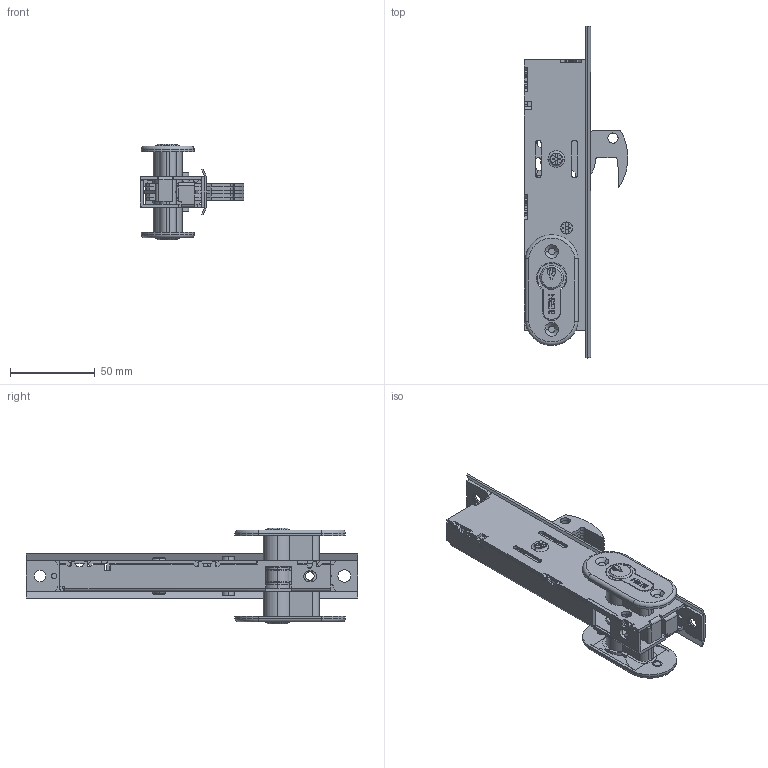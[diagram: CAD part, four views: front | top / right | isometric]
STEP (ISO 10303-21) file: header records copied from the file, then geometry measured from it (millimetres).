
FILE_DESCRIPTION (( 'STEP AP203' ), '1' );
FILE_NAME ('05SN01.STEP', '2022-08-03T12:15:27', ( '' ), ( '' ), 'SwSTEP 2.0', 'SolidWorks 2020', '' );
FILE_SCHEMA (( 'CONFIG_CONTROL_DESIGN' ));
Length unit declared in the file: millimetre
Products named in the file (12): 05SN01 Part7; 05SN01; 05SN01 Part8; 05SN01 Part9; 05SN01 Part2_Default<As Machined>; 05SN01 Part5; 05SN01 Part11; 05SN01 Part4; 05SN01 Part6; 05SN01 Part3; 05SN01 Part12; 05SN01 Part13
Assembly tree (16 placements, depth 2):
  05SN01
    05SN01 Part2_Default<As Machined>
    05SN01 Part3
    05SN01 Part4
    05SN01 Part8
    05SN01 Part9
    05SN01 Part11  x2
    05SN01 Part7
    05SN01 Part12
    05SN01 Part6  x4
    05SN01 Part5
    05SN01 Part13  x2
Bounding box: 61.19 x 195.95 x 56.55 mm (x, y, z)
Volume: 74919.4 mm3; surface area: 83000.7 mm2
Topology: 19 solids, 19 shells, 1038 faces, 2877 edges, 1894 vertices
Faces by surface type: plane 594, cylinder 376, cone 32, bspline 28, torus 8
Full cylindrical faces by diameter (mm): 28.094 x4
Entity records: 31243 total; most frequent: CARTESIAN_POINT 6953, ORIENTED_EDGE 4842, DIRECTION 4670, EDGE_CURVE 2421, LINE 1710, VECTOR 1710, VERTEX_POINT 1594, AXIS2_PLACEMENT_3D 1480
